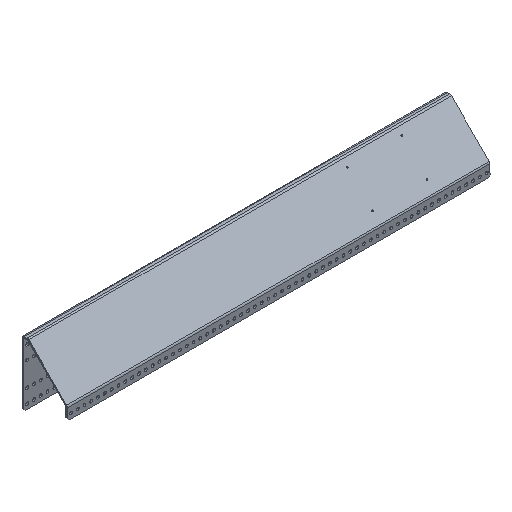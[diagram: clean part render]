
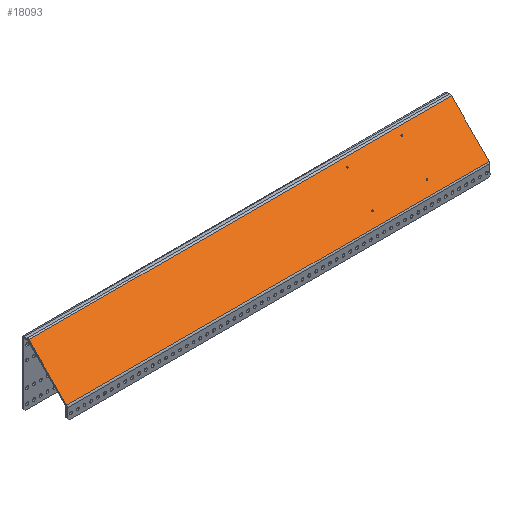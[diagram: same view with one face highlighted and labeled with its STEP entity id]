
A CAD part, isometric view. The second image highlights one B-rep face of the part: STEP entity #18093.
In plain terms, the highlighted planar face has unit normal (0, -0.707, 0.707).
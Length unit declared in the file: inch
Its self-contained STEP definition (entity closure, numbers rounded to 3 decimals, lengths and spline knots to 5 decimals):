
#274 = VECTOR ( 'NONE', #23452, 39.37008 ) ;
#810 = ORIENTED_EDGE ( 'NONE', *, *, #7106, .T. ) ;
#855 = EDGE_CURVE ( 'NONE', #19240, #1935, #21483, .T. ) ;
#1003 = DIRECTION ( 'NONE',  ( 0., 0.707, -0.707 ) ) ;
#1599 = DIRECTION ( 'NONE',  ( 0., 0.707, -0.707 ) ) ;
#1935 = VERTEX_POINT ( 'NONE', #14026 ) ;
#1953 = LINE ( 'NONE', #18728, #16228 ) ;
#1990 = CARTESIAN_POINT ( 'NONE',  ( 31., -0.50158, 4.73358 ) ) ;
#2115 = EDGE_CURVE ( 'NONE', #9708, #8405, #6835, .T. ) ;
#2375 = DIRECTION ( 'NONE',  ( 0., 0.707, 0.707 ) ) ;
#2522 = VERTEX_POINT ( 'NONE', #20883 ) ;
#2603 = DIRECTION ( 'NONE',  ( 0., 0.707, -0.707 ) ) ;
#2849 = ORIENTED_EDGE ( 'NONE', *, *, #11386, .T. ) ;
#3017 = LINE ( 'NONE', #4660, #12345 ) ;
#3350 = CARTESIAN_POINT ( 'NONE',  ( 31., -0.50158, 4.73358 ) ) ;
#3900 = DIRECTION ( 'NONE',  ( 0., -0.707, -0.707 ) ) ;
#4045 = DIRECTION ( 'NONE',  ( 0., 0.707, -0.707 ) ) ;
#4104 = FACE_BOUND ( 'NONE', #6371, .T. ) ;
#4212 = DIRECTION ( 'NONE',  ( 0., 0.707, 0.707 ) ) ;
#4393 = CARTESIAN_POINT ( 'NONE',  ( 27., -0.85514, 4.38003 ) ) ;
#4399 = ORIENTED_EDGE ( 'NONE', *, *, #6715, .T. ) ;
#4425 = VERTEX_POINT ( 'NONE', #23570 ) ;
#4619 = AXIS2_PLACEMENT_3D ( 'NONE', #19790, #23532, #10503 ) ;
#4660 = CARTESIAN_POINT ( 'NONE',  ( 0., -3.27509, 1.96007 ) ) ;
#4821 = EDGE_CURVE ( 'NONE', #22202, #12260, #17840, .T. ) ;
#4902 = ORIENTED_EDGE ( 'NONE', *, *, #19742, .T. ) ;
#4918 = AXIS2_PLACEMENT_3D ( 'NONE', #6091, #17240, #4212 ) ;
#4972 = ORIENTED_EDGE ( 'NONE', *, *, #4821, .T. ) ;
#6091 = CARTESIAN_POINT ( 'NONE',  ( 27., -2.70776, 2.52741 ) ) ;
#6371 = EDGE_LOOP ( 'NONE', ( #21595, #2849 ) ) ;
#6661 = DIRECTION ( 'NONE',  ( 0., 0.707, 0.707 ) ) ;
#6695 = ORIENTED_EDGE ( 'NONE', *, *, #8826, .T. ) ;
#6715 = EDGE_CURVE ( 'NONE', #4425, #2522, #11590, .T. ) ;
#6835 = CIRCLE ( 'NONE', #4918, 0.05 ) ;
#7106 = EDGE_CURVE ( 'NONE', #2522, #4425, #15897, .T. ) ;
#7275 = CARTESIAN_POINT ( 'NONE',  ( 0., -3.27509, 1.96007 ) ) ;
#7482 = ORIENTED_EDGE ( 'NONE', *, *, #2115, .T. ) ;
#7931 = VECTOR ( 'NONE', #10802, 39.37008 ) ;
#7953 = DIRECTION ( 'NONE',  ( 0., 0.707, 0.707 ) ) ;
#8060 = CARTESIAN_POINT ( 'NONE',  ( 0., -2.63053, 2.60464 ) ) ;
#8405 = VERTEX_POINT ( 'NONE', #19830 ) ;
#8616 = CARTESIAN_POINT ( 'NONE',  ( 0., -0.50158, 4.73358 ) ) ;
#8661 = CARTESIAN_POINT ( 'NONE',  ( 31., -3.27509, 1.96007 ) ) ;
#8826 = EDGE_CURVE ( 'NONE', #14109, #22202, #3017, .T. ) ;
#9060 = FACE_OUTER_BOUND ( 'NONE', #9922, .T. ) ;
#9186 = DIRECTION ( 'NONE',  ( 0., 0.707, -0.707 ) ) ;
#9708 = VERTEX_POINT ( 'NONE', #12503 ) ;
#9802 = AXIS2_PLACEMENT_3D ( 'NONE', #16771, #19229, #9929 ) ;
#9922 = EDGE_LOOP ( 'NONE', ( #17657, #4902, #6695, #4972 ) ) ;
#9929 = DIRECTION ( 'NONE',  ( 0., 0.707, 0.707 ) ) ;
#10415 = DIRECTION ( 'NONE',  ( 0., 0.707, -0.707 ) ) ;
#10503 = DIRECTION ( 'NONE',  ( 0., 0.707, 0.707 ) ) ;
#10784 = AXIS2_PLACEMENT_3D ( 'NONE', #8060, #1599, #21320 ) ;
#10802 = DIRECTION ( 'NONE',  ( 0., 0.707, 0.707 ) ) ;
#10812 = CARTESIAN_POINT ( 'NONE',  ( 23., -2.70776, 2.52741 ) ) ;
#11076 = CARTESIAN_POINT ( 'NONE',  ( 23., -2.70776, 2.52741 ) ) ;
#11101 = ORIENTED_EDGE ( 'NONE', *, *, #12668, .T. ) ;
#11386 = EDGE_CURVE ( 'NONE', #12752, #18628, #22905, .T. ) ;
#11465 = AXIS2_PLACEMENT_3D ( 'NONE', #10812, #4045, #15173 ) ;
#11590 = CIRCLE ( 'NONE', #18486, 0.05 ) ;
#11747 = EDGE_LOOP ( 'NONE', ( #23581, #11101 ) ) ;
#11798 = EDGE_CURVE ( 'NONE', #18628, #12752, #16131, .T. ) ;
#11943 = EDGE_LOOP ( 'NONE', ( #4399, #810 ) ) ;
#12013 = DIRECTION ( 'NONE',  ( 1., 0., 0. ) ) ;
#12185 = DIRECTION ( 'NONE',  ( 0., 0.707, 0.707 ) ) ;
#12260 = VERTEX_POINT ( 'NONE', #3350 ) ;
#12345 = VECTOR ( 'NONE', #12013, 39.37008 ) ;
#12503 = CARTESIAN_POINT ( 'NONE',  ( 27., -2.6724, 2.56276 ) ) ;
#12668 = EDGE_CURVE ( 'NONE', #1935, #19240, #14328, .T. ) ;
#12752 = VERTEX_POINT ( 'NONE', #14390 ) ;
#13452 = FACE_BOUND ( 'NONE', #11747, .T. ) ;
#13638 = AXIS2_PLACEMENT_3D ( 'NONE', #21578, #10415, #6661 ) ;
#13793 = CIRCLE ( 'NONE', #13638, 0.05 ) ;
#14026 = CARTESIAN_POINT ( 'NONE',  ( 27., -0.89049, 4.34467 ) ) ;
#14042 = CARTESIAN_POINT ( 'NONE',  ( 23., -0.85514, 4.38003 ) ) ;
#14109 = VERTEX_POINT ( 'NONE', #7275 ) ;
#14328 = CIRCLE ( 'NONE', #4619, 0.05 ) ;
#14390 = CARTESIAN_POINT ( 'NONE',  ( 23., -0.89049, 4.34467 ) ) ;
#15119 = LINE ( 'NONE', #1990, #274 ) ;
#15173 = DIRECTION ( 'NONE',  ( 0., 0.707, 0.707 ) ) ;
#15404 = AXIS2_PLACEMENT_3D ( 'NONE', #4393, #2603, #2375 ) ;
#15897 = CIRCLE ( 'NONE', #11465, 0.05 ) ;
#16131 = CIRCLE ( 'NONE', #18237, 0.05 ) ;
#16228 = VECTOR ( 'NONE', #3900, 39.37008 ) ;
#16771 = CARTESIAN_POINT ( 'NONE',  ( 23., -0.85514, 4.38003 ) ) ;
#17072 = CARTESIAN_POINT ( 'NONE',  ( 23., -0.81978, 4.41538 ) ) ;
#17240 = DIRECTION ( 'NONE',  ( 0., 0.707, -0.707 ) ) ;
#17657 = ORIENTED_EDGE ( 'NONE', *, *, #18661, .F. ) ;
#17840 = LINE ( 'NONE', #20576, #7931 ) ;
#18093 = ADVANCED_FACE ( 'NONE', ( #4104, #18977, #18394, #13452, #9060 ), #21565, .F. ) ;
#18237 = AXIS2_PLACEMENT_3D ( 'NONE', #14042, #1003, #12185 ) ;
#18394 = FACE_BOUND ( 'NONE', #23545, .T. ) ;
#18486 = AXIS2_PLACEMENT_3D ( 'NONE', #11076, #9186, #7953 ) ;
#18628 = VERTEX_POINT ( 'NONE', #17072 ) ;
#18661 = EDGE_CURVE ( 'NONE', #19832, #12260, #15119, .T. ) ;
#18728 = CARTESIAN_POINT ( 'NONE',  ( 0., -2.63053, 2.60464 ) ) ;
#18977 = FACE_BOUND ( 'NONE', #11943, .T. ) ;
#19229 = DIRECTION ( 'NONE',  ( 0., 0.707, -0.707 ) ) ;
#19240 = VERTEX_POINT ( 'NONE', #22022 ) ;
#19742 = EDGE_CURVE ( 'NONE', #19832, #14109, #1953, .T. ) ;
#19790 = CARTESIAN_POINT ( 'NONE',  ( 27., -0.85514, 4.38003 ) ) ;
#19830 = CARTESIAN_POINT ( 'NONE',  ( 27., -2.74311, 2.49205 ) ) ;
#19832 = VERTEX_POINT ( 'NONE', #8616 ) ;
#20576 = CARTESIAN_POINT ( 'NONE',  ( 31., -2.63053, 2.60464 ) ) ;
#20883 = CARTESIAN_POINT ( 'NONE',  ( 23., -2.74311, 2.49205 ) ) ;
#21320 = DIRECTION ( 'NONE',  ( 0., 0.707, 0.707 ) ) ;
#21483 = CIRCLE ( 'NONE', #15404, 0.05 ) ;
#21565 = PLANE ( 'NONE',  #10784 ) ;
#21578 = CARTESIAN_POINT ( 'NONE',  ( 27., -2.70776, 2.52741 ) ) ;
#21595 = ORIENTED_EDGE ( 'NONE', *, *, #11798, .T. ) ;
#22022 = CARTESIAN_POINT ( 'NONE',  ( 27., -0.81978, 4.41538 ) ) ;
#22202 = VERTEX_POINT ( 'NONE', #8661 ) ;
#22905 = CIRCLE ( 'NONE', #9802, 0.05 ) ;
#23306 = ORIENTED_EDGE ( 'NONE', *, *, #23749, .T. ) ;
#23452 = DIRECTION ( 'NONE',  ( 1., 0., 0. ) ) ;
#23532 = DIRECTION ( 'NONE',  ( 0., 0.707, -0.707 ) ) ;
#23545 = EDGE_LOOP ( 'NONE', ( #7482, #23306 ) ) ;
#23570 = CARTESIAN_POINT ( 'NONE',  ( 23., -2.6724, 2.56276 ) ) ;
#23581 = ORIENTED_EDGE ( 'NONE', *, *, #855, .T. ) ;
#23749 = EDGE_CURVE ( 'NONE', #8405, #9708, #13793, .T. ) ;
